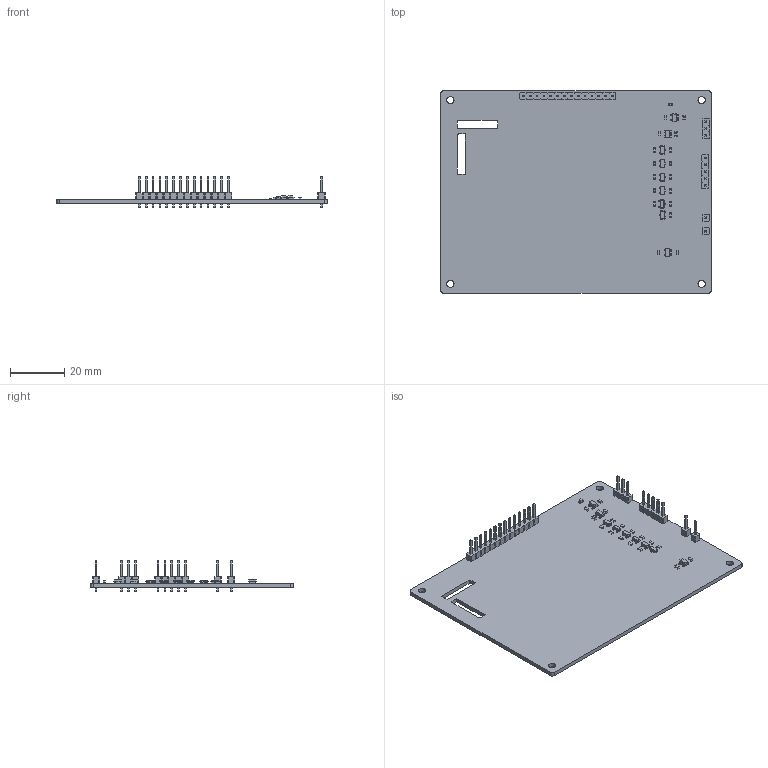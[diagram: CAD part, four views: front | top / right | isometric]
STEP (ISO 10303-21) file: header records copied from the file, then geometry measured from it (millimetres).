
FILE_DESCRIPTION(('KiCad electronic assembly'),'2;1');
FILE_NAME('gp-bbq20kbd-breakout-board.step','2025-06-27T23:19:28',( 'Pcbnew'),('Kicad'),'Open CASCADE STEP processor 7.8', 'KiCad to STEP converter','Unknown');
FILE_SCHEMA(('AUTOMOTIVE_DESIGN { 1 0 10303 214 1 1 1 1 }'));
Length unit declared in the file: millimetre
Products named in the file (11): gp-bbq20kbd-breakout-board 1; SOT-23; SOT-23-5; C_0603_1608Metric; R_0603_1608Metric; PinHeader_1x01_P2.54mm_Vertical; LED_0603_1608Metric; PinHeader_1x05_P2.54mm_Vertical; PinHeader_1x03_P2.54mm_Vertical; PinHeader_1x14_P2.54mm_Vertical; gp-bbq20kbd-breakout-board_PCB
Assembly tree (33 placements, depth 2):
  gp-bbq20kbd-breakout-board 1
    SOT-23  x6
    SOT-23-5  x3
    C_0603_1608Metric  x6
    R_0603_1608Metric  x11
    PinHeader_1x01_P2.54mm_Vertical  x2
    LED_0603_1608Metric
    PinHeader_1x05_P2.54mm_Vertical
    PinHeader_1x03_P2.54mm_Vertical
    PinHeader_1x14_P2.54mm_Vertical
    gp-bbq20kbd-breakout-board_PCB
Bounding box: 100 x 75 x 11.54 mm (x, y, z)
Volume: 11656.2 mm3; surface area: 17061.5 mm2
Topology: 33 solids, 33 shells, 1933 faces, 4790 edges, 2984 vertices
Faces by surface type: plane 1348, cylinder 336, bspline 249
Full cylindrical faces by diameter (mm): 1 x24, 2.7 x4
Entity records: 32440 total; most frequent: CARTESIAN_POINT 4799, ORIENTED_EDGE 4464, DIRECTION 4130, EDGE_CURVE 2232, LINE 1976, VECTOR 1976, VERTEX_POINT 1394, AXIS2_PLACEMENT_3D 1077
